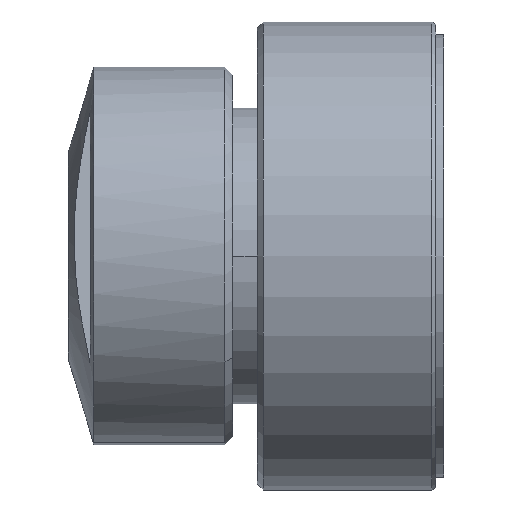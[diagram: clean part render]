
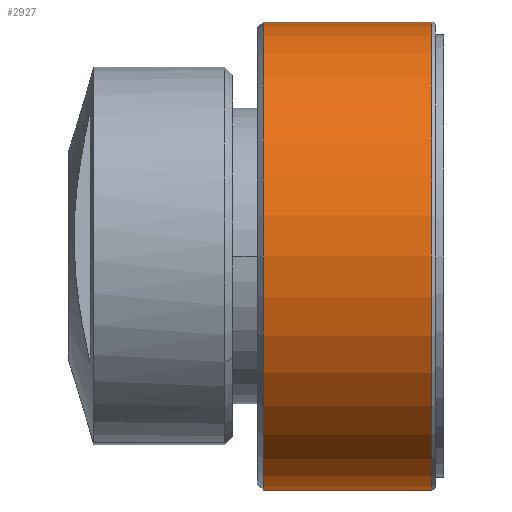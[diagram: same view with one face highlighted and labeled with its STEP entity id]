
A CAD part, left-side view. The second image highlights one B-rep face of the part: STEP entity #2927.
In plain terms, the highlighted cylindrical face has radius 60.325 mm (diameter 120.65 mm), a partial arc.
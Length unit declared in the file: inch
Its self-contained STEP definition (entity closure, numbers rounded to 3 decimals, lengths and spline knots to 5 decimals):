
#67 = FACE_OUTER_BOUND ( 'NONE', #2367, .T. ) ;
#123 = VERTEX_POINT ( 'NONE', #3871 ) ;
#125 = EDGE_CURVE ( 'NONE', #3774, #123, #3537, .T. ) ;
#207 = AXIS2_PLACEMENT_3D ( 'NONE', #2284, #3510, #3781 ) ;
#246 = DIRECTION ( 'NONE',  ( 0., 1., 0. ) ) ;
#485 = CIRCLE ( 'NONE', #3187, 2.375 ) ;
#646 = DIRECTION ( 'NONE',  ( 0., 1., 0. ) ) ;
#681 = ORIENTED_EDGE ( 'NONE', *, *, #3400, .F. ) ;
#936 = CIRCLE ( 'NONE', #3881, 2.375 ) ;
#1126 = DIRECTION ( 'NONE',  ( 0., 1., 0. ) ) ;
#1139 = CYLINDRICAL_SURFACE ( 'NONE', #207, 2.375 ) ;
#1421 = CARTESIAN_POINT ( 'NONE',  ( 0., 0.123, -2.375 ) ) ;
#1521 = VERTEX_POINT ( 'NONE', #2837 ) ;
#1683 = ORIENTED_EDGE ( 'NONE', *, *, #2153, .T. ) ;
#1742 = ORIENTED_EDGE ( 'NONE', *, *, #2137, .T. ) ;
#1744 = CARTESIAN_POINT ( 'NONE',  ( 0., 2.57855, -2.375 ) ) ;
#2133 = ORIENTED_EDGE ( 'NONE', *, *, #125, .T. ) ;
#2137 = EDGE_CURVE ( 'NONE', #123, #1521, #936, .T. ) ;
#2153 = EDGE_CURVE ( 'NONE', #3068, #3774, #485, .T. ) ;
#2194 = CARTESIAN_POINT ( 'NONE',  ( 0., 1.833, 0. ) ) ;
#2231 = CARTESIAN_POINT ( 'NONE',  ( 0., 0.123, 2.375 ) ) ;
#2284 = CARTESIAN_POINT ( 'NONE',  ( 0., 2.57855, 0. ) ) ;
#2331 = LINE ( 'NONE', #1744, #2437 ) ;
#2367 = EDGE_LOOP ( 'NONE', ( #681, #1683, #2133, #1742 ) ) ;
#2437 = VECTOR ( 'NONE', #246, 39.37008 ) ;
#2472 = DIRECTION ( 'NONE',  ( 0., -1., 0. ) ) ;
#2784 = DIRECTION ( 'NONE',  ( 0., 0., 1. ) ) ;
#2837 = CARTESIAN_POINT ( 'NONE',  ( 0., 1.833, -2.375 ) ) ;
#2927 = ADVANCED_FACE ( 'NONE', ( #67 ), #1139, .T. ) ;
#3068 = VERTEX_POINT ( 'NONE', #1421 ) ;
#3187 = AXIS2_PLACEMENT_3D ( 'NONE', #3340, #646, #3678 ) ;
#3270 = CARTESIAN_POINT ( 'NONE',  ( 0., 2.57855, 2.375 ) ) ;
#3340 = CARTESIAN_POINT ( 'NONE',  ( 0., 0.123, 0. ) ) ;
#3400 = EDGE_CURVE ( 'NONE', #3068, #1521, #2331, .T. ) ;
#3510 = DIRECTION ( 'NONE',  ( 0., 1., 0. ) ) ;
#3537 = LINE ( 'NONE', #3270, #3706 ) ;
#3678 = DIRECTION ( 'NONE',  ( 0., 0., -1. ) ) ;
#3706 = VECTOR ( 'NONE', #1126, 39.37008 ) ;
#3774 = VERTEX_POINT ( 'NONE', #2231 ) ;
#3781 = DIRECTION ( 'NONE',  ( 0., 0., 1. ) ) ;
#3871 = CARTESIAN_POINT ( 'NONE',  ( 0., 1.833, 2.375 ) ) ;
#3881 = AXIS2_PLACEMENT_3D ( 'NONE', #2194, #2472, #2784 ) ;
